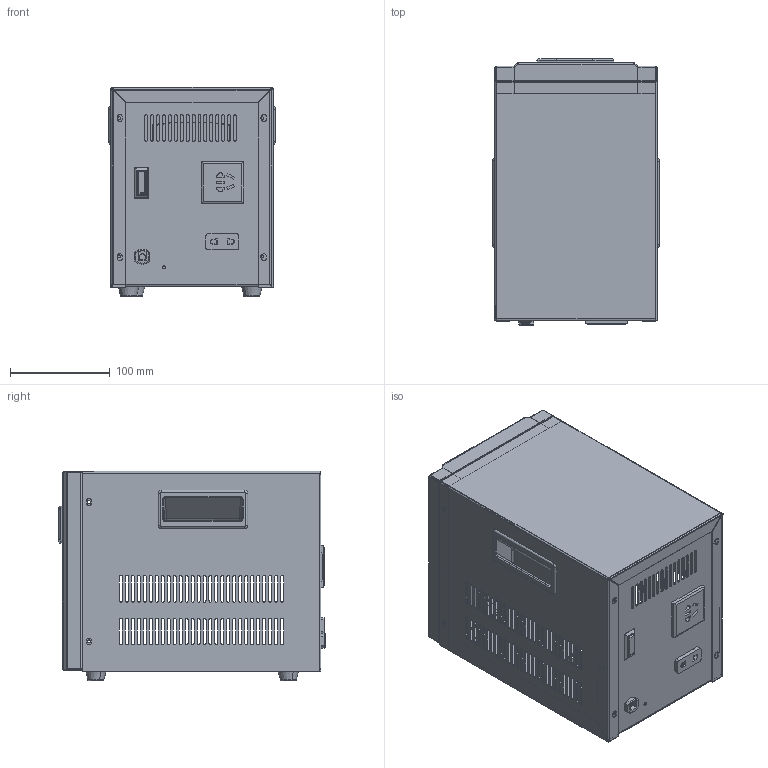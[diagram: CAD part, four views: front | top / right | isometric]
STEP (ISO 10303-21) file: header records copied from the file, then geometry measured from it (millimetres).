
FILE_DESCRIPTION (( 'STEP AP214' ), '1' );
FILE_NAME ('TND2-1~1.5KVA三维图-202508.STEP', '2025-08-19T07:23:15', ( 'China' ), ( 'Home' ), 'SwSTEP 2.0', 'SolidWorks 2020', '' );
FILE_SCHEMA (( 'AUTOMOTIVE_DESIGN' ));
Length unit declared in the file: millimetre
Products named in the file (11): TND2-1~1.5K菁釱; TND2-1~1.5K醱啣; TND2珘儒そ1k; 謗脣; TND2-1~1.5K裔赽; 弊梓拻脣; 摒倰徹霜羲壽; TND2-1~1.5KVA三维图-202508; 5K枑忒; TND-0.5k砎々褐(詢僅10.33mm); 萇埭縐諶1k
Assembly tree (14 placements, depth 2):
  TND2-1~1.5KVA三维图-202508
    TND2-1~1.5K菁釱
    TND2-1~1.5K裔赽
    TND2-1~1.5K醱啣
    TND-0.5k砎々褐(詢僅10.33mm)  x4
    5K枑忒  x2
    摒倰徹霜羲壽
    弊梓拻脣
    謗脣
    TND2珘儒そ1k
    萇埭縐諶1k
Bounding box: 167 x 267.53 x 210.4 mm (x, y, z)
Volume: 320471 mm3; surface area: 594126.8 mm2
Topology: 17 solids, 17 shells, 1698 faces, 4505 edges, 2872 vertices
Faces by surface type: plane 853, cylinder 685, bspline 65, torus 52, cone 43
Entity records: 65681 total; most frequent: CARTESIAN_POINT 10478, DIRECTION 8528, ORIENTED_EDGE 8498, EDGE_CURVE 4249, AXIS2_PLACEMENT_3D 2883, VECTOR 2762, LINE 2762, VERTEX_POINT 2723
